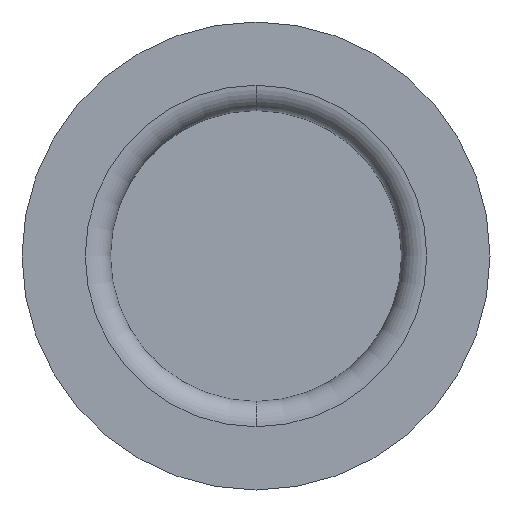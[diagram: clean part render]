
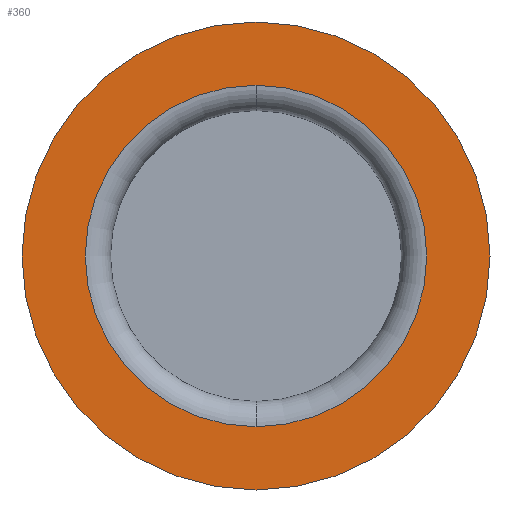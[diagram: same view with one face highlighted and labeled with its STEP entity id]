
A CAD part, front view. The second image highlights one B-rep face of the part: STEP entity #360.
In plain terms, the highlighted planar face has unit normal (0, -1, 0).
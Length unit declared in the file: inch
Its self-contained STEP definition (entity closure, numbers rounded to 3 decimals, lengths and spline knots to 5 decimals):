
#21 = AXIS2_PLACEMENT_3D ( 'NONE', #353, #371, #242 ) ;
#23 = CIRCLE ( 'NONE', #21, 0.27 ) ;
#29 = CIRCLE ( 'NONE', #82, 0.27 ) ;
#39 = CIRCLE ( 'NONE', #64, 0.37 ) ;
#44 = AXIS2_PLACEMENT_3D ( 'NONE', #287, #357, #348 ) ;
#45 = CIRCLE ( 'NONE', #44, 0.37 ) ;
#64 = AXIS2_PLACEMENT_3D ( 'NONE', #308, #351, #284 ) ;
#77 = AXIS2_PLACEMENT_3D ( 'NONE', #318, #332, #384 ) ;
#82 = AXIS2_PLACEMENT_3D ( 'NONE', #213, #390, #389 ) ;
#133 = ORIENTED_EDGE ( 'NONE', *, *, #408, .F. ) ;
#136 = ORIENTED_EDGE ( 'NONE', *, *, #406, .F. ) ;
#138 = VERTEX_POINT ( 'NONE', #190 ) ;
#144 = VERTEX_POINT ( 'NONE', #253 ) ;
#153 = VERTEX_POINT ( 'NONE', #205 ) ;
#173 = ORIENTED_EDGE ( 'NONE', *, *, #417, .T. ) ;
#176 = VERTEX_POINT ( 'NONE', #276 ) ;
#177 = ORIENTED_EDGE ( 'NONE', *, *, #368, .T. ) ;
#190 = CARTESIAN_POINT ( 'NONE',  ( 0., 0., 0.37 ) ) ;
#205 = CARTESIAN_POINT ( 'NONE',  ( 0., 0., 0.27 ) ) ;
#213 = CARTESIAN_POINT ( 'NONE',  ( 0., 0., 0. ) ) ;
#218 = EDGE_LOOP ( 'NONE', ( #133, #136 ) ) ;
#242 = DIRECTION ( 'NONE',  ( 0., 0., -1. ) ) ;
#253 = CARTESIAN_POINT ( 'NONE',  ( 0., 0., -0.37 ) ) ;
#256 = FACE_BOUND ( 'NONE', #218, .T. ) ;
#276 = CARTESIAN_POINT ( 'NONE',  ( 0., 0., -0.27 ) ) ;
#284 = DIRECTION ( 'NONE',  ( 0., 0., -1. ) ) ;
#285 = PLANE ( 'NONE',  #77 ) ;
#287 = CARTESIAN_POINT ( 'NONE',  ( 0., 0., 0. ) ) ;
#290 = EDGE_LOOP ( 'NONE', ( #177, #173 ) ) ;
#308 = CARTESIAN_POINT ( 'NONE',  ( 0., 0., 0. ) ) ;
#318 = CARTESIAN_POINT ( 'NONE',  ( -0.37, 0., 0. ) ) ;
#321 = FACE_OUTER_BOUND ( 'NONE', #290, .T. ) ;
#332 = DIRECTION ( 'NONE',  ( 0., 1., 0. ) ) ;
#348 = DIRECTION ( 'NONE',  ( 0., 0., -1. ) ) ;
#351 = DIRECTION ( 'NONE',  ( 0., -1., 0. ) ) ;
#353 = CARTESIAN_POINT ( 'NONE',  ( 0., 0., 0. ) ) ;
#357 = DIRECTION ( 'NONE',  ( 0., -1., 0. ) ) ;
#360 = ADVANCED_FACE ( 'NONE', ( #256, #321 ), #285, .F. ) ;
#368 = EDGE_CURVE ( 'NONE', #144, #138, #45, .T. ) ;
#371 = DIRECTION ( 'NONE',  ( 0., -1., 0. ) ) ;
#384 = DIRECTION ( 'NONE',  ( 0., 0., 1. ) ) ;
#389 = DIRECTION ( 'NONE',  ( 0., 0., -1. ) ) ;
#390 = DIRECTION ( 'NONE',  ( 0., -1., 0. ) ) ;
#406 = EDGE_CURVE ( 'NONE', #153, #176, #29, .T. ) ;
#408 = EDGE_CURVE ( 'NONE', #176, #153, #23, .T. ) ;
#417 = EDGE_CURVE ( 'NONE', #138, #144, #39, .T. ) ;
